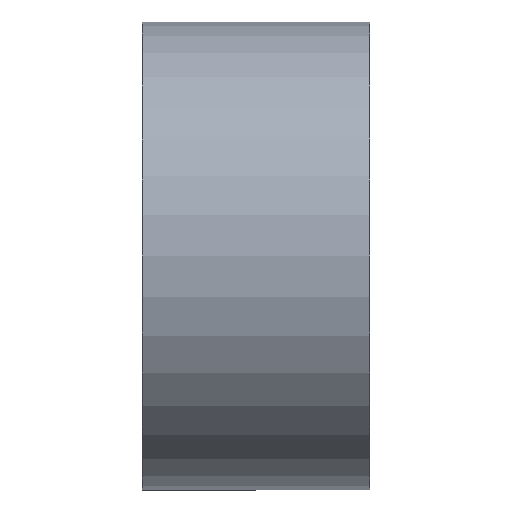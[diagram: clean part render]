
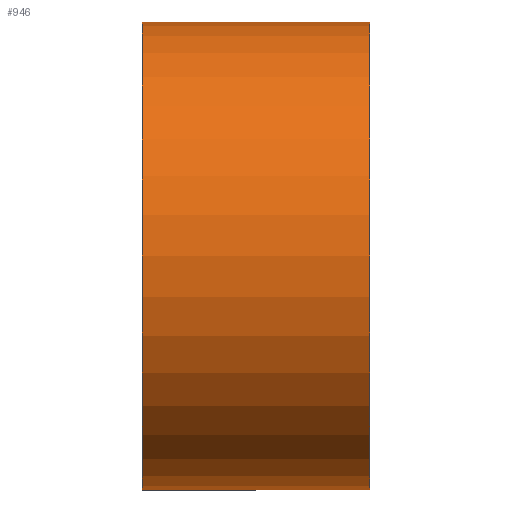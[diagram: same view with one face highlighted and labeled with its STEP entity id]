
A CAD part, left-side view. The second image highlights one B-rep face of the part: STEP entity #946.
In plain terms, the highlighted cylindrical face has radius 109 mm (diameter 218 mm), a full revolution.
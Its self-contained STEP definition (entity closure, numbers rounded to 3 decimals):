
#912=CARTESIAN_POINT('',(-109.0,0.0,0.0));
#913=VERTEX_POINT('',#912);
#914=CARTESIAN_POINT('',(0.0,0.0,0.0));
#915=DIRECTION('',(0.0,1.0,0.0));
#916=DIRECTION('',(-1.0,0.0,0.0));
#917=AXIS2_PLACEMENT_3D('',#914,#915,#916);
#918=CIRCLE('',#917,109.0);
#919=EDGE_CURVE('',#913,#913,#918,.T.);
#927=CARTESIAN_POINT('',(0.0,53.,0.0));
#928=DIRECTION('',(0.0,1.0,0.0));
#929=DIRECTION('',(-1.0,0.0,0.0));
#930=AXIS2_PLACEMENT_3D('',#927,#928,#929);
#931=CYLINDRICAL_SURFACE('',#930,109.);
#932=CARTESIAN_POINT('',(-109.,106.,0.0));
#933=VERTEX_POINT('',#932);
#934=CARTESIAN_POINT('',(0.0,106.,0.0));
#935=DIRECTION('',(0.0,1.0,0.0));
#936=DIRECTION('',(-1.0,0.0,0.0));
#937=AXIS2_PLACEMENT_3D('',#934,#935,#936);
#938=CIRCLE('',#937,109.);
#939=EDGE_CURVE('',#933,#933,#938,.T.);
#940=ORIENTED_EDGE('',*,*,#939,.F.);
#941=EDGE_LOOP('',(#940));
#942=FACE_OUTER_BOUND('',#941,.T.);
#943=ORIENTED_EDGE('',*,*,#919,.T.);
#944=EDGE_LOOP('',(#943));
#945=FACE_BOUND('',#944,.T.);
#946=ADVANCED_FACE('',(#942,#945),#931,.T.);
